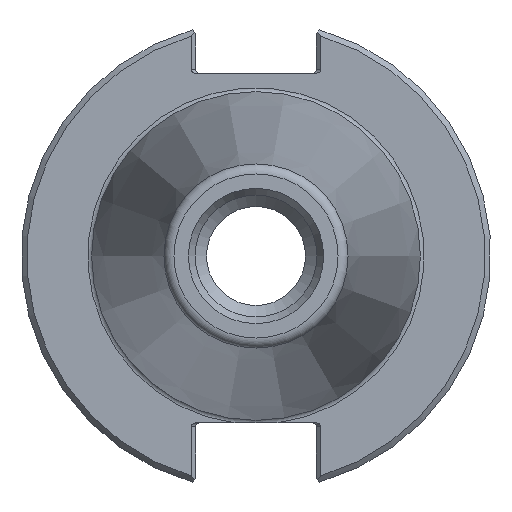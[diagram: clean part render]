
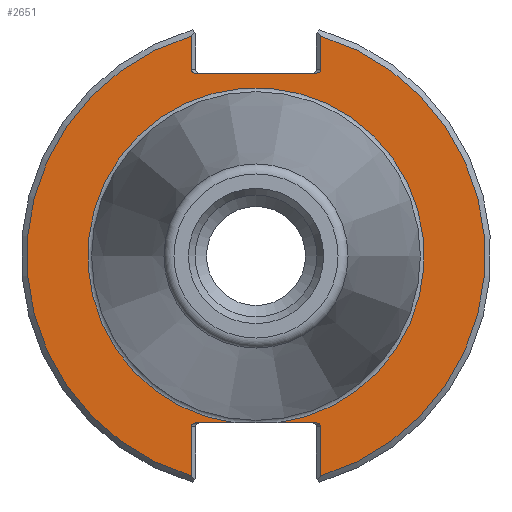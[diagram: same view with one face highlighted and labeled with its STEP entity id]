
A CAD part, left-side view. The second image highlights one B-rep face of the part: STEP entity #2651.
In plain terms, the highlighted planar face has unit normal (-1, 0, 0).
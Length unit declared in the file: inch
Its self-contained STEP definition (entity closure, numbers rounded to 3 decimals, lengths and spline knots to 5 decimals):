
#25=ELLIPSE('',#2908,0.02828,0.02);
#32=ELLIPSE('',#2922,0.02828,0.02);
#33=ELLIPSE('',#2926,0.02828,0.02);
#40=ELLIPSE('',#2940,0.02828,0.02);
#173=PLANE('',#2969);
#298=LINE('',#5535,#474);
#307=LINE('',#5570,#483);
#314=LINE('',#5599,#490);
#323=LINE('',#5634,#499);
#326=LINE('',#5653,#502);
#333=LINE('',#5713,#509);
#334=LINE('',#5716,#510);
#474=VECTOR('',#3460,0.3937);
#483=VECTOR('',#3489,0.3937);
#490=VECTOR('',#3512,0.3937);
#499=VECTOR('',#3541,0.3937);
#502=VECTOR('',#3560,0.3937);
#509=VECTOR('',#3605,0.3937);
#510=VECTOR('',#3610,0.3937);
#683=FACE_OUTER_BOUND('',#834,.T.);
#834=EDGE_LOOP('',(#2291,#2292,#2293,#2294,#2295,#2296,#2297,#2298,#2299,
#2300,#2301,#2302,#2303,#2304));
#969=CIRCLE('',#2964,0.895);
#974=CIRCLE('',#2970,1.22);
#975=CIRCLE('',#2971,1.22);
#1229=VERTEX_POINT('',#5513);
#1230=VERTEX_POINT('',#5515);
#1235=VERTEX_POINT('',#5531);
#1241=VERTEX_POINT('',#5555);
#1242=VERTEX_POINT('',#5557);
#1245=VERTEX_POINT('',#5569);
#1246=VERTEX_POINT('',#5575);
#1247=VERTEX_POINT('',#5576);
#1253=VERTEX_POINT('',#5595);
#1259=VERTEX_POINT('',#5619);
#1260=VERTEX_POINT('',#5621);
#1263=VERTEX_POINT('',#5633);
#1276=VERTEX_POINT('',#5689);
#1278=VERTEX_POINT('',#5697);
#1564=EDGE_CURVE('',#1229,#1230,#25,.T.);
#1573=EDGE_CURVE('',#1235,#1229,#298,.T.);
#1583=EDGE_CURVE('',#1241,#1242,#32,.T.);
#1588=EDGE_CURVE('',#1242,#1245,#307,.T.);
#1590=EDGE_CURVE('',#1246,#1247,#33,.T.);
#1601=EDGE_CURVE('',#1253,#1246,#314,.T.);
#1611=EDGE_CURVE('',#1259,#1260,#40,.T.);
#1616=EDGE_CURVE('',#1260,#1263,#323,.T.);
#1625=EDGE_CURVE('',#1230,#1241,#326,.T.);
#1642=EDGE_CURVE('',#1276,#1278,#969,.T.);
#1648=EDGE_CURVE('',#1247,#1276,#333,.T.);
#1649=EDGE_CURVE('',#1245,#1253,#974,.T.);
#1650=EDGE_CURVE('',#1263,#1235,#975,.T.);
#1651=EDGE_CURVE('',#1278,#1259,#334,.T.);
#2291=ORIENTED_EDGE('',*,*,#1642,.F.);
#2292=ORIENTED_EDGE('',*,*,#1648,.F.);
#2293=ORIENTED_EDGE('',*,*,#1590,.F.);
#2294=ORIENTED_EDGE('',*,*,#1601,.F.);
#2295=ORIENTED_EDGE('',*,*,#1649,.F.);
#2296=ORIENTED_EDGE('',*,*,#1588,.F.);
#2297=ORIENTED_EDGE('',*,*,#1583,.F.);
#2298=ORIENTED_EDGE('',*,*,#1625,.F.);
#2299=ORIENTED_EDGE('',*,*,#1564,.F.);
#2300=ORIENTED_EDGE('',*,*,#1573,.F.);
#2301=ORIENTED_EDGE('',*,*,#1650,.F.);
#2302=ORIENTED_EDGE('',*,*,#1616,.F.);
#2303=ORIENTED_EDGE('',*,*,#1611,.F.);
#2304=ORIENTED_EDGE('',*,*,#1651,.F.);
#2651=ADVANCED_FACE('',(#683),#173,.T.);
#2908=AXIS2_PLACEMENT_3D('',#5516,#3442,#3443);
#2922=AXIS2_PLACEMENT_3D('',#5558,#3480,#3481);
#2926=AXIS2_PLACEMENT_3D('',#5577,#3492,#3493);
#2940=AXIS2_PLACEMENT_3D('',#5622,#3532,#3533);
#2964=AXIS2_PLACEMENT_3D('',#5698,#3593,#3594);
#2969=AXIS2_PLACEMENT_3D('',#5712,#3603,#3604);
#2970=AXIS2_PLACEMENT_3D('',#5714,#3606,#3607);
#2971=AXIS2_PLACEMENT_3D('',#5715,#3608,#3609);
#3442=DIRECTION('center_axis',(-1.,0.,0.));
#3443=DIRECTION('ref_axis',(0.,1.,0.));
#3460=DIRECTION('',(0.,0.,-1.));
#3480=DIRECTION('center_axis',(-1.,0.,0.));
#3481=DIRECTION('ref_axis',(0.,-1.,0.));
#3489=DIRECTION('',(0.,0.,1.));
#3492=DIRECTION('center_axis',(-1.,0.,0.));
#3493=DIRECTION('ref_axis',(0.,-1.,0.));
#3512=DIRECTION('',(0.,0.,1.));
#3532=DIRECTION('center_axis',(-1.,0.,0.));
#3533=DIRECTION('ref_axis',(0.,1.,0.));
#3541=DIRECTION('',(0.,0.,-1.));
#3560=DIRECTION('',(0.,-1.,0.));
#3593=DIRECTION('center_axis',(-1.,0.,0.));
#3594=DIRECTION('ref_axis',(0.,-1.,0.));
#3603=DIRECTION('center_axis',(-1.,0.,0.));
#3604=DIRECTION('ref_axis',(0.,0.,1.));
#3605=DIRECTION('',(0.,1.,0.));
#3606=DIRECTION('center_axis',(1.,0.,0.));
#3607=DIRECTION('ref_axis',(0.,-1.,0.));
#3608=DIRECTION('center_axis',(1.,0.,0.));
#3609=DIRECTION('ref_axis',(0.,1.,0.));
#3610=DIRECTION('',(0.,1.,0.));
#5513=CARTESIAN_POINT('',(0.125,0.345,0.992));
#5515=CARTESIAN_POINT('',(0.125,0.31672,0.972));
#5516=CARTESIAN_POINT('Origin',(0.125,0.31672,0.992));
#5531=CARTESIAN_POINT('',(0.125,0.345,1.1702));
#5535=CARTESIAN_POINT('',(0.125,0.345,0.486));
#5555=CARTESIAN_POINT('',(0.125,-0.31672,0.972));
#5557=CARTESIAN_POINT('',(0.125,-0.345,0.992));
#5558=CARTESIAN_POINT('Origin',(0.125,-0.31672,0.992));
#5569=CARTESIAN_POINT('',(0.125,-0.345,1.1702));
#5570=CARTESIAN_POINT('',(0.125,-0.345,0.486));
#5575=CARTESIAN_POINT('',(0.125,-0.345,-0.908));
#5576=CARTESIAN_POINT('',(0.125,-0.31672,-0.888));
#5577=CARTESIAN_POINT('Origin',(0.125,-0.31672,-0.908));
#5595=CARTESIAN_POINT('',(0.125,-0.345,-1.1702));
#5599=CARTESIAN_POINT('',(0.125,-0.345,-0.444));
#5619=CARTESIAN_POINT('',(0.125,0.31672,-0.888));
#5621=CARTESIAN_POINT('',(0.125,0.345,-0.908));
#5622=CARTESIAN_POINT('Origin',(0.125,0.31672,-0.908));
#5633=CARTESIAN_POINT('',(0.125,0.345,-1.1702));
#5634=CARTESIAN_POINT('',(0.125,0.345,-0.444));
#5653=CARTESIAN_POINT('',(0.125,0.53125,0.972));
#5689=CARTESIAN_POINT('',(0.125,-0.11172,-0.888));
#5697=CARTESIAN_POINT('',(0.125,0.11172,-0.888));
#5698=CARTESIAN_POINT('Origin',(0.125,0.,0.));
#5712=CARTESIAN_POINT('Origin',(0.125,1.0625,0.));
#5713=CARTESIAN_POINT('',(0.125,0.53125,-0.888));
#5714=CARTESIAN_POINT('Origin',(0.125,0.,0.));
#5715=CARTESIAN_POINT('Origin',(0.125,0.,0.));
#5716=CARTESIAN_POINT('',(0.125,0.53125,-0.888));
